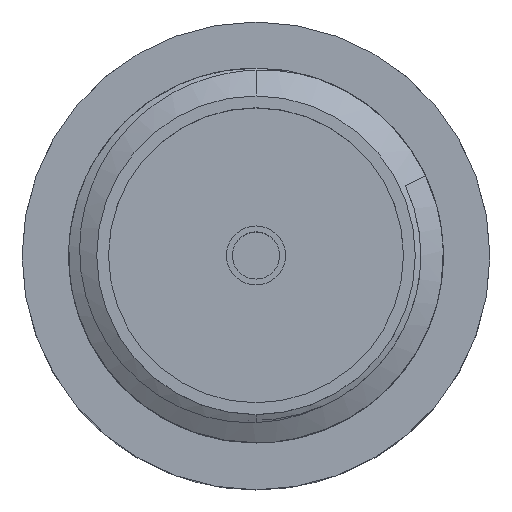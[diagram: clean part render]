
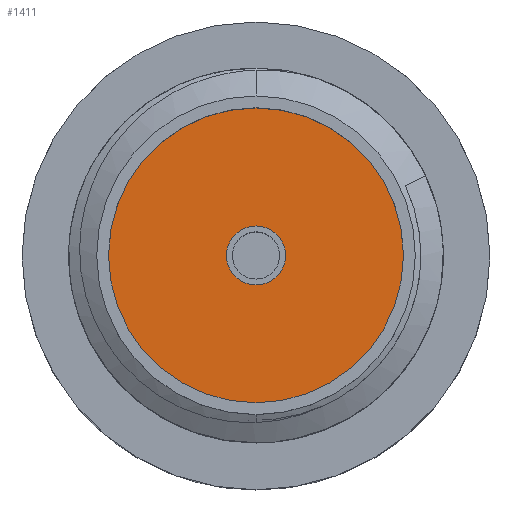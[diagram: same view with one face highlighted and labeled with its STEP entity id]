
A CAD part, top view. The second image highlights one B-rep face of the part: STEP entity #1411.
In plain terms, the highlighted face is planar.
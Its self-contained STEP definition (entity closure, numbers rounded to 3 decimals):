
#136 = EDGE_LOOP ( 'NONE', ( #3882, #4703 ) ) ;
#379 = EDGE_LOOP ( 'NONE', ( #2048, #3538 ) ) ;
#402 = DIRECTION ( 'NONE',  ( 0., 1., 0. ) ) ;
#509 = EDGE_CURVE ( 'NONE', #2092, #3956, #4340, .T. ) ;
#704 = DIRECTION ( 'NONE',  ( 0., 1., 0. ) ) ;
#969 = CARTESIAN_POINT ( 'NONE',  ( 0., 3.855, 0. ) ) ;
#1031 = VERTEX_POINT ( 'NONE', #1113 ) ;
#1068 = CARTESIAN_POINT ( 'NONE',  ( 0., 3.855, 0. ) ) ;
#1113 = CARTESIAN_POINT ( 'NONE',  ( 0., 3.855, -0.5 ) ) ;
#1411 = ADVANCED_FACE ( 'NONE', ( #3231, #4149 ), #4033, .T. ) ;
#1551 = EDGE_CURVE ( 'NONE', #4069, #1031, #3926, .T. ) ;
#1589 = AXIS2_PLACEMENT_3D ( 'NONE', #4592, #4242, #1658 ) ;
#1658 = DIRECTION ( 'NONE',  ( 0., 0., 1. ) ) ;
#2048 = ORIENTED_EDGE ( 'NONE', *, *, #2560, .T. ) ;
#2092 = VERTEX_POINT ( 'NONE', #2750 ) ;
#2112 = DIRECTION ( 'NONE',  ( 0., 0., 1. ) ) ;
#2194 = DIRECTION ( 'NONE',  ( 0., 0., 1. ) ) ;
#2293 = DIRECTION ( 'NONE',  ( 0., 0., 1. ) ) ;
#2311 = AXIS2_PLACEMENT_3D ( 'NONE', #4517, #4165, #2293 ) ;
#2508 = AXIS2_PLACEMENT_3D ( 'NONE', #1068, #704, #2194 ) ;
#2509 = DIRECTION ( 'NONE',  ( 0., 1., 0. ) ) ;
#2560 = EDGE_CURVE ( 'NONE', #3956, #2092, #4565, .T. ) ;
#2750 = CARTESIAN_POINT ( 'NONE',  ( 0., 3.855, 2.5 ) ) ;
#3231 = FACE_BOUND ( 'NONE', #136, .T. ) ;
#3532 = CARTESIAN_POINT ( 'NONE',  ( 0., 3.855, 0.5 ) ) ;
#3538 = ORIENTED_EDGE ( 'NONE', *, *, #509, .T. ) ;
#3868 = AXIS2_PLACEMENT_3D ( 'NONE', #969, #2509, #2112 ) ;
#3882 = ORIENTED_EDGE ( 'NONE', *, *, #1551, .F. ) ;
#3926 = CIRCLE ( 'NONE', #3868, 0.5 ) ;
#3956 = VERTEX_POINT ( 'NONE', #4544 ) ;
#4033 = PLANE ( 'NONE',  #4466 ) ;
#4069 = VERTEX_POINT ( 'NONE', #3532 ) ;
#4149 = FACE_OUTER_BOUND ( 'NONE', #379, .T. ) ;
#4165 = DIRECTION ( 'NONE',  ( 0., 1., 0. ) ) ;
#4189 = DIRECTION ( 'NONE',  ( 0., 0., 1. ) ) ;
#4237 = EDGE_CURVE ( 'NONE', #1031, #4069, #4670, .T. ) ;
#4242 = DIRECTION ( 'NONE',  ( 0., 1., 0. ) ) ;
#4340 = CIRCLE ( 'NONE', #1589, 2.5 ) ;
#4466 = AXIS2_PLACEMENT_3D ( 'NONE', #4509, #402, #4189 ) ;
#4509 = CARTESIAN_POINT ( 'NONE',  ( 0., 3.855, 0. ) ) ;
#4517 = CARTESIAN_POINT ( 'NONE',  ( 0., 3.855, 0. ) ) ;
#4544 = CARTESIAN_POINT ( 'NONE',  ( 0., 3.855, -2.5 ) ) ;
#4565 = CIRCLE ( 'NONE', #2508, 2.5 ) ;
#4592 = CARTESIAN_POINT ( 'NONE',  ( 0., 3.855, 0. ) ) ;
#4670 = CIRCLE ( 'NONE', #2311, 0.5 ) ;
#4703 = ORIENTED_EDGE ( 'NONE', *, *, #4237, .F. ) ;
